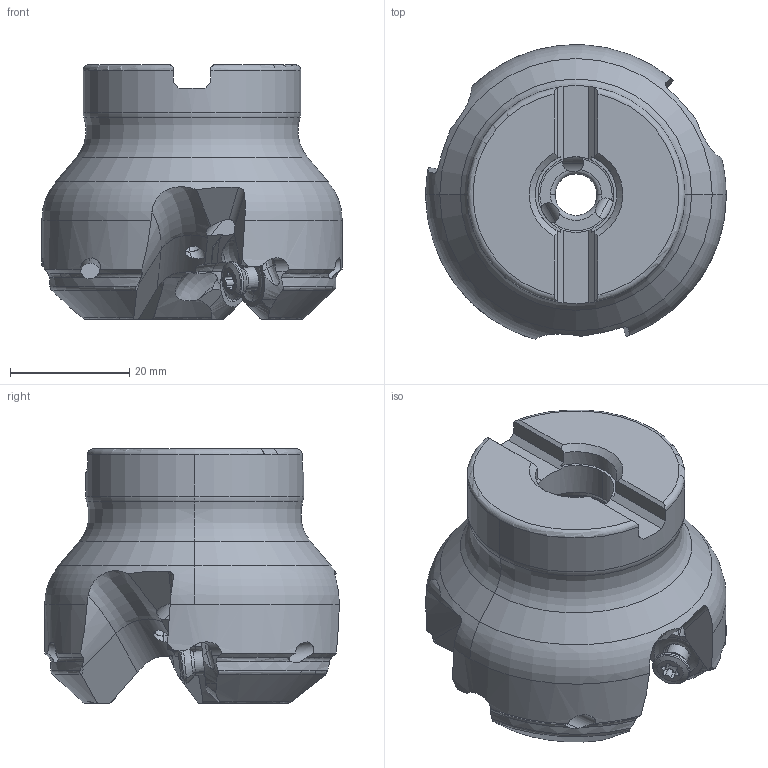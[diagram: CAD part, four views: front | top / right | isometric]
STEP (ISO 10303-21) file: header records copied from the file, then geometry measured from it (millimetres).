
FILE_DESCRIPTION(/* description */ (''),/* implementation_level */ '2;1');
FILE_NAME(/* name */ 'WSX445UR1503SA.stp',/* time_stamp */ '2021-09-08T11:36:21+09:00',/* author */ (''),/* organization */ (''),/* preprocessor_version */ 'ST-DEVELOPER v16',/* originating_system */ 'SIEMENS PLM Software NX 10.0',/* authorisation */ '');
FILE_SCHEMA (('AUTOMOTIVE_DESIGN { 1 0 10303 214 3 1 1 1 }'));
Length unit declared in the file: millimetre
Products named in the file (1): WSX445UR1503SA_ASM
Bounding box: 50.34 x 49.36 x 42.7 mm (x, y, z)
Volume: 44788.4 mm3; surface area: 11789.8 mm2
Topology: 4 solids, 4 shells, 499 faces, 1311 edges, 830 vertices
Faces by surface type: cylinder 153, plane 116, bspline 96, torus 61, cone 28, extrusion 24, sphere 21
Entity records: 30377 total; most frequent: CARTESIAN_POINT 18864, ORIENTED_EDGE 2610, DIRECTION 2054, EDGE_CURVE 1305, AXIS2_PLACEMENT_3D 839, VERTEX_POINT 811, B_SPLINE_CURVE_WITH_KNOTS 538, EDGE_LOOP 510
